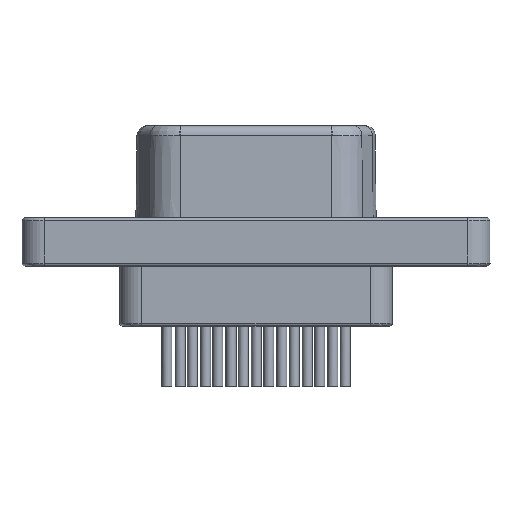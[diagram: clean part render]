
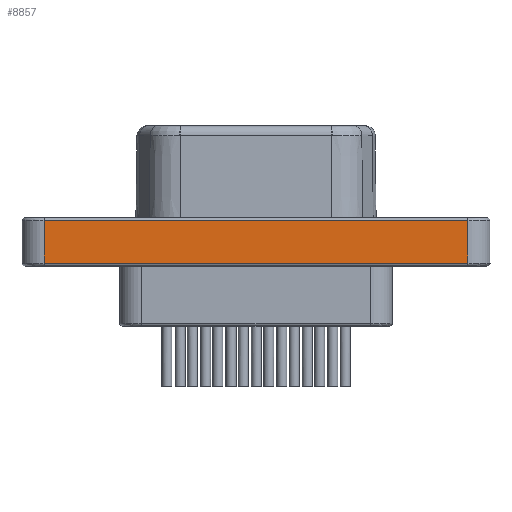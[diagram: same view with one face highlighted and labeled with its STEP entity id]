
A CAD part, front view. The second image highlights one B-rep face of the part: STEP entity #8857.
In plain terms, the highlighted planar face has unit normal (0, -1, 0).
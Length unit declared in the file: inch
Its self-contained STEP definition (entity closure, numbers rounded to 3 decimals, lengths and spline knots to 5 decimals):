
#1746 = EDGE_CURVE ( 'NONE', #18775, #20037, #19322, .T. ) ;
#2296 = DIRECTION ( 'NONE',  ( -1., 0., 0. ) ) ;
#4078 = VECTOR ( 'NONE', #15892, 39.37008 ) ;
#4429 = ORIENTED_EDGE ( 'NONE', *, *, #1746, .F. ) ;
#4725 = ORIENTED_EDGE ( 'NONE', *, *, #29567, .T. ) ;
#5119 = EDGE_LOOP ( 'NONE', ( #23712, #4429, #4725, #32608 ) ) ;
#5769 = CARTESIAN_POINT ( 'NONE',  ( -0.41654, -0.28937, -0.26969 ) ) ;
#6774 = LINE ( 'NONE', #32933, #12779 ) ;
#7088 = DIRECTION ( 'NONE',  ( 0., 1., 0. ) ) ;
#8857 = ADVANCED_FACE ( 'NONE', ( #19053 ), #27535, .F. ) ;
#9595 = VERTEX_POINT ( 'NONE', #5769 ) ;
#12130 = CARTESIAN_POINT ( 'NONE',  ( -0.4332, -0.28937, -0.18535 ) ) ;
#12779 = VECTOR ( 'NONE', #25231, 39.37008 ) ;
#13371 = CARTESIAN_POINT ( 'NONE',  ( 0.41654, -0.28937, -0.26969 ) ) ;
#13791 = CARTESIAN_POINT ( 'NONE',  ( 0.41654, -0.28937, -0.22835 ) ) ;
#15892 = DIRECTION ( 'NONE',  ( 0., 0., -1. ) ) ;
#16259 = EDGE_CURVE ( 'NONE', #20037, #9595, #6774, .T. ) ;
#16713 = VECTOR ( 'NONE', #2296, 39.37008 ) ;
#17074 = VECTOR ( 'NONE', #28702, 39.37008 ) ;
#18775 = VERTEX_POINT ( 'NONE', #32077 ) ;
#19053 = FACE_OUTER_BOUND ( 'NONE', #5119, .T. ) ;
#19322 = LINE ( 'NONE', #13791, #4078 ) ;
#20037 = VERTEX_POINT ( 'NONE', #13371 ) ;
#20311 = CARTESIAN_POINT ( 'NONE',  ( 0., -0.28937, -0.18701 ) ) ;
#21138 = LINE ( 'NONE', #20311, #16713 ) ;
#21880 = LINE ( 'NONE', #26088, #17074 ) ;
#22220 = DIRECTION ( 'NONE',  ( 1., 0., 0. ) ) ;
#22487 = CARTESIAN_POINT ( 'NONE',  ( -0.41654, -0.28937, -0.18701 ) ) ;
#23712 = ORIENTED_EDGE ( 'NONE', *, *, #16259, .F. ) ;
#24314 = VERTEX_POINT ( 'NONE', #22487 ) ;
#25231 = DIRECTION ( 'NONE',  ( -1., 0., 0. ) ) ;
#25466 = AXIS2_PLACEMENT_3D ( 'NONE', #12130, #7088, #22220 ) ;
#26088 = CARTESIAN_POINT ( 'NONE',  ( -0.41654, -0.28937, -0.22835 ) ) ;
#27535 = PLANE ( 'NONE',  #25466 ) ;
#28702 = DIRECTION ( 'NONE',  ( 0., 0., -1. ) ) ;
#29567 = EDGE_CURVE ( 'NONE', #18775, #24314, #21138, .T. ) ;
#30761 = EDGE_CURVE ( 'NONE', #24314, #9595, #21880, .T. ) ;
#32077 = CARTESIAN_POINT ( 'NONE',  ( 0.41654, -0.28937, -0.18701 ) ) ;
#32608 = ORIENTED_EDGE ( 'NONE', *, *, #30761, .T. ) ;
#32933 = CARTESIAN_POINT ( 'NONE',  ( 0., -0.28937, -0.26969 ) ) ;
